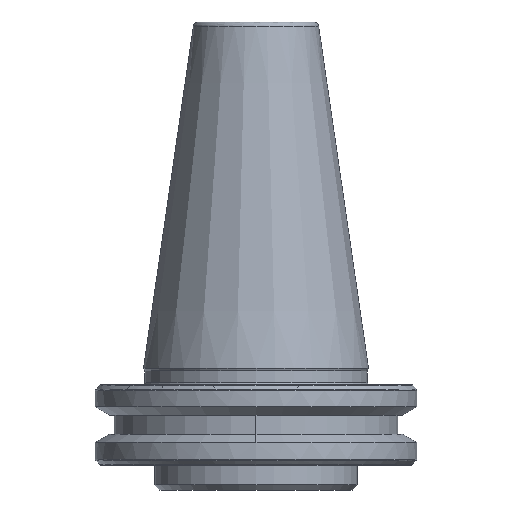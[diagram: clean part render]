
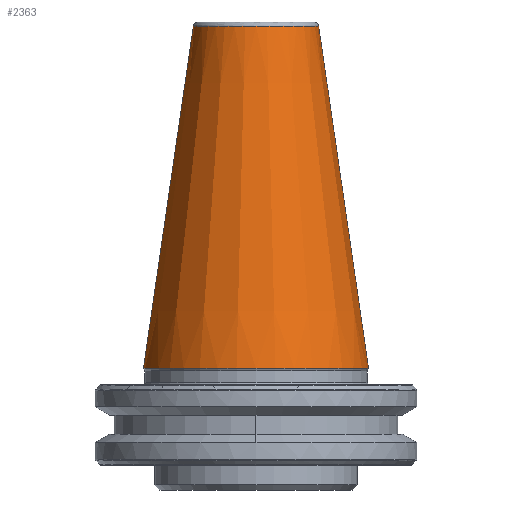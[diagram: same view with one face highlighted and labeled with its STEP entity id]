
A CAD part, front view. The second image highlights one B-rep face of the part: STEP entity #2363.
In plain terms, the highlighted conical face has half-angle 8.297 degrees and reference radius 12.375 mm.
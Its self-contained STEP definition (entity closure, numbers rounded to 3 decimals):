
#205 = VERTEX_POINT ( 'NONE', #738 ) ;
#522 = EDGE_CURVE ( 'NONE', #981, #2670, #1452, .T. ) ;
#603 = CARTESIAN_POINT ( 'NONE',  ( 12.375, 0., 67.544 ) ) ;
#666 = CARTESIAN_POINT ( 'NONE',  ( 0., 0., 67.544 ) ) ;
#699 = CARTESIAN_POINT ( 'NONE',  ( -12.375, 0., 67.544 ) ) ;
#738 = CARTESIAN_POINT ( 'NONE',  ( 22.225, 0., 0. ) ) ;
#767 = ORIENTED_EDGE ( 'NONE', *, *, #1090, .T. ) ;
#824 = LINE ( 'NONE', #699, #2352 ) ;
#859 = VECTOR ( 'NONE', #1029, 1000. ) ;
#875 = DIRECTION ( 'NONE',  ( -1., 0., 0. ) ) ;
#901 = CARTESIAN_POINT ( 'NONE',  ( 12.375, 0., 67.544 ) ) ;
#977 = AXIS2_PLACEMENT_3D ( 'NONE', #666, #2112, #875 ) ;
#981 = VERTEX_POINT ( 'NONE', #1729 ) ;
#1000 = FACE_OUTER_BOUND ( 'NONE', #1141, .T. ) ;
#1029 = DIRECTION ( 'NONE',  ( 0.144, 0., -0.99 ) ) ;
#1090 = EDGE_CURVE ( 'NONE', #981, #2260, #824, .T. ) ;
#1107 = ORIENTED_EDGE ( 'NONE', *, *, #1964, .T. ) ;
#1141 = EDGE_LOOP ( 'NONE', ( #2533, #2001, #767, #1107 ) ) ;
#1170 = CARTESIAN_POINT ( 'NONE',  ( 0., 0., 0. ) ) ;
#1218 = AXIS2_PLACEMENT_3D ( 'NONE', #1326, #1927, #1535 ) ;
#1316 = EDGE_CURVE ( 'NONE', #2670, #205, #1950, .T. ) ;
#1326 = CARTESIAN_POINT ( 'NONE',  ( 0., 0., 67.544 ) ) ;
#1378 = DIRECTION ( 'NONE',  ( 1., 0., 0. ) ) ;
#1452 = CIRCLE ( 'NONE', #977, 12.375 ) ;
#1472 = CARTESIAN_POINT ( 'NONE',  ( -22.225, 0., 0. ) ) ;
#1535 = DIRECTION ( 'NONE',  ( -1., 0., 0. ) ) ;
#1561 = DIRECTION ( 'NONE',  ( -0.144, 0., -0.99 ) ) ;
#1729 = CARTESIAN_POINT ( 'NONE',  ( -12.375, 0., 67.544 ) ) ;
#1735 = CONICAL_SURFACE ( 'NONE', #1218, 12.375, 0.145 ) ;
#1927 = DIRECTION ( 'NONE',  ( 0., 0., -1. ) ) ;
#1950 = LINE ( 'NONE', #603, #859 ) ;
#1964 = EDGE_CURVE ( 'NONE', #2260, #205, #2349, .T. ) ;
#2001 = ORIENTED_EDGE ( 'NONE', *, *, #522, .F. ) ;
#2112 = DIRECTION ( 'NONE',  ( 0., 0., 1. ) ) ;
#2260 = VERTEX_POINT ( 'NONE', #1472 ) ;
#2349 = CIRCLE ( 'NONE', #2431, 22.225 ) ;
#2352 = VECTOR ( 'NONE', #1561, 1000. ) ;
#2363 = ADVANCED_FACE ( 'NONE', ( #1000 ), #1735, .T. ) ;
#2431 = AXIS2_PLACEMENT_3D ( 'NONE', #1170, #2624, #1378 ) ;
#2533 = ORIENTED_EDGE ( 'NONE', *, *, #1316, .F. ) ;
#2624 = DIRECTION ( 'NONE',  ( 0., 0., 1. ) ) ;
#2670 = VERTEX_POINT ( 'NONE', #901 ) ;
